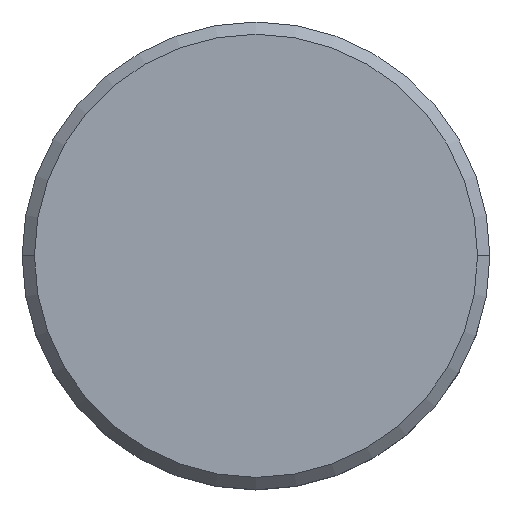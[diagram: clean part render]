
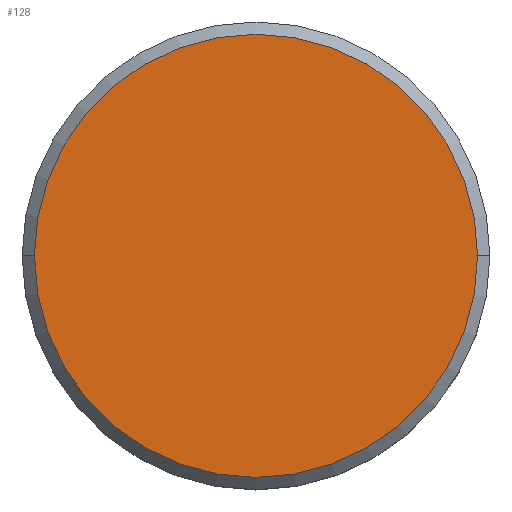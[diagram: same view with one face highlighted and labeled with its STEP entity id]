
A CAD part, top view. The second image highlights one B-rep face of the part: STEP entity #128.
In plain terms, the highlighted planar face has unit normal (0, 0, 1).
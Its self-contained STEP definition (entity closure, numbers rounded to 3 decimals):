
#14 = AXIS2_PLACEMENT_3D ( 'NONE', #877, #91, #1018 ) ;
#55 = DIRECTION ( 'NONE',  ( 1., 0., 0. ) ) ;
#91 = DIRECTION ( 'NONE',  ( 0., 0., 1. ) ) ;
#128 = ADVANCED_FACE ( 'NONE', ( #1132 ), #742, .T. ) ;
#182 = DIRECTION ( 'NONE',  ( 0., 0., 1. ) ) ;
#188 = AXIS2_PLACEMENT_3D ( 'NONE', #754, #481, #55 ) ;
#253 = ORIENTED_EDGE ( 'NONE', *, *, #383, .T. ) ;
#277 = VERTEX_POINT ( 'NONE', #429 ) ;
#289 = VERTEX_POINT ( 'NONE', #775 ) ;
#300 = CIRCLE ( 'NONE', #725, 9. ) ;
#350 = EDGE_LOOP ( 'NONE', ( #679, #253 ) ) ;
#380 = CIRCLE ( 'NONE', #14, 9. ) ;
#383 = EDGE_CURVE ( 'NONE', #289, #277, #300, .T. ) ;
#429 = CARTESIAN_POINT ( 'NONE',  ( -9., 0., 0. ) ) ;
#436 = CARTESIAN_POINT ( 'NONE',  ( 0., 0., 0. ) ) ;
#481 = DIRECTION ( 'NONE',  ( 0., 0., 1. ) ) ;
#529 = EDGE_CURVE ( 'NONE', #277, #289, #380, .T. ) ;
#679 = ORIENTED_EDGE ( 'NONE', *, *, #529, .T. ) ;
#725 = AXIS2_PLACEMENT_3D ( 'NONE', #436, #182, #787 ) ;
#742 = PLANE ( 'NONE',  #188 ) ;
#754 = CARTESIAN_POINT ( 'NONE',  ( 0., 0., 0. ) ) ;
#775 = CARTESIAN_POINT ( 'NONE',  ( 9., 0., 0. ) ) ;
#787 = DIRECTION ( 'NONE',  ( 1., 0., 0. ) ) ;
#877 = CARTESIAN_POINT ( 'NONE',  ( 0., 0., 0. ) ) ;
#1018 = DIRECTION ( 'NONE',  ( 1., 0., 0. ) ) ;
#1132 = FACE_OUTER_BOUND ( 'NONE', #350, .T. ) ;
